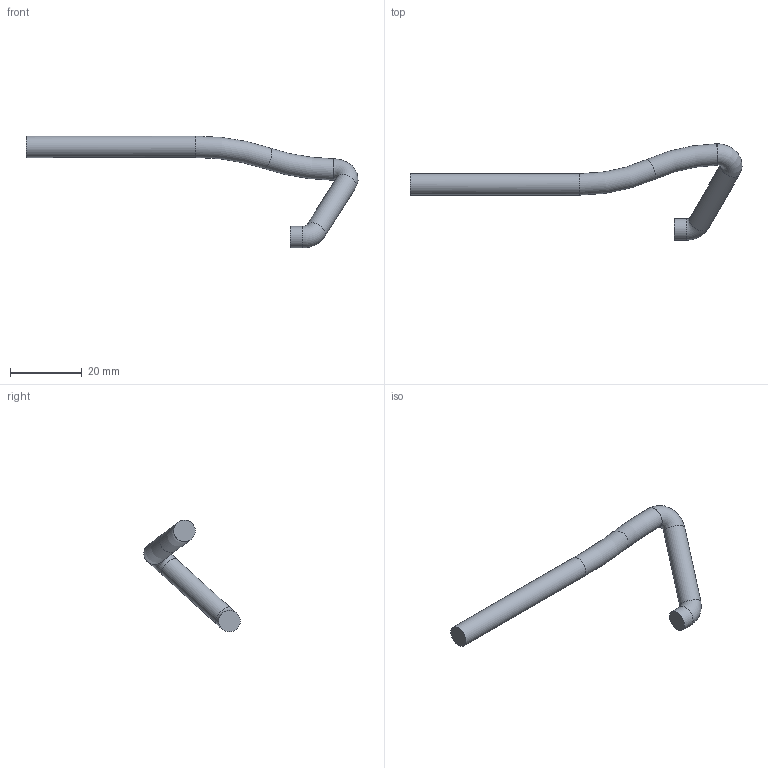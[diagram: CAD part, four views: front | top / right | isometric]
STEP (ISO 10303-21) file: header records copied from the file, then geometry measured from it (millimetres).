
FILE_DESCRIPTION(('STEP AP214'),'1');
FILE_NAME('gebogener draht.STP','2022-04-07T05:54:35',(' '),(' '),'Spatial InterOp 3D',' ',' ');
FILE_SCHEMA(('AUTOMOTIVE_DESIGN { 1 0 10303 214 1 1 1 1 }'));
Length unit declared in the file: millimetre
Products named in the file (2): gebogener draht; ASSEM1
Assembly tree (1 placements, depth 2):
  gebogener draht
    ASSEM1
Bounding box: 92.88 x 26.95 x 31.28 mm (x, y, z)
Volume: 3553.3 mm3; surface area: 2425.3 mm2
Topology: 1 solids, 1 shells, 12 faces, 23 edges, 13 vertices
Faces by surface type: plane 4, cylinder 4, torus 3, revolution 1
Full cylindrical faces by diameter (mm): 6 x3
Entity records: 320 total; most frequent: CARTESIAN_POINT 72, DIRECTION 53, ORIENTED_EDGE 28, AXIS2_PLACEMENT_3D 26, EDGE_LOOP 18, EDGE_CURVE 14, ADVANCED_FACE 12, FACE_BOUND 12
